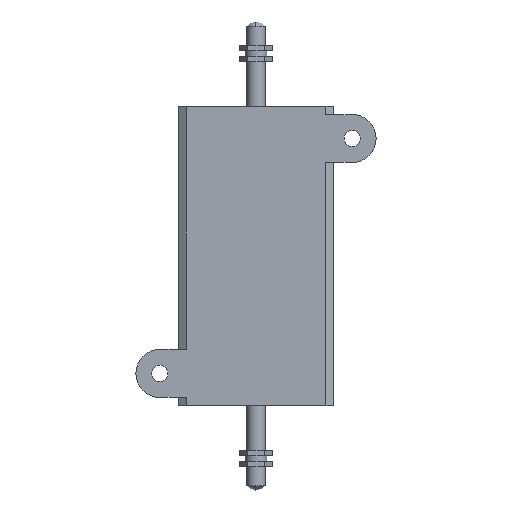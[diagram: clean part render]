
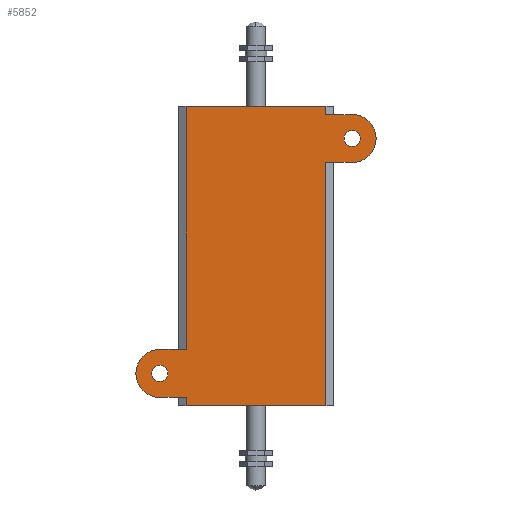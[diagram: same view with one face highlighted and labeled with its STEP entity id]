
A CAD part, front view. The second image highlights one B-rep face of the part: STEP entity #5852.
In plain terms, the highlighted planar face has unit normal (0, -1, 0).
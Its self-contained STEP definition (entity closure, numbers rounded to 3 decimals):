
#509 = EDGE_LOOP ( 'NONE', ( #5402, #5403 ) ) ;
#511 = EDGE_LOOP ( 'NONE', ( #3373, #3374, #3375, #3376, #3377, #5394, #5395, #5396, #5397, #5398, #5399, #5400, #5401 ) ) ;
#513 = EDGE_LOOP ( 'NONE', ( #5404, #5405 ) ) ;
#531 = CARTESIAN_POINT ( 'NONE',  ( -20.741, -19.56, 44.45 ) ) ;
#532 = CARTESIAN_POINT ( 'NONE',  ( 20.741, -19.56, 44.45 ) ) ;
#533 = DIRECTION ( 'NONE',  ( 0., 0., -1. ) ) ;
#538 = DIRECTION ( 'NONE',  ( 0., 0., -1. ) ) ;
#609 = FACE_OUTER_BOUND ( 'NONE', #511, .T. ) ;
#610 = FACE_BOUND ( 'NONE', #513, .T. ) ;
#616 = FACE_BOUND ( 'NONE', #509, .T. ) ;
#750 = VERTEX_POINT ( 'NONE', #6308 ) ;
#826 = VERTEX_POINT ( 'NONE', #6310 ) ;
#847 = VERTEX_POINT ( 'NONE', #6487 ) ;
#933 = CARTESIAN_POINT ( 'NONE',  ( 28.58, -19.56, 34.93 ) ) ;
#934 = DIRECTION ( 'NONE',  ( 0., -1., 0. ) ) ;
#935 = DIRECTION ( 'NONE',  ( 1., 0., 0. ) ) ;
#982 = CARTESIAN_POINT ( 'NONE',  ( -20.741, -19.56, -44.45 ) ) ;
#996 = CARTESIAN_POINT ( 'NONE',  ( -28.57, -19.56, -27.79 ) ) ;
#997 = CARTESIAN_POINT ( 'NONE',  ( -20.741, -19.56, -42.05 ) ) ;
#1108 = CARTESIAN_POINT ( 'NONE',  ( -20.741, -19.56, 44.45 ) ) ;
#1114 = DIRECTION ( 'NONE',  ( 0., 0., -1. ) ) ;
#1118 = CARTESIAN_POINT ( 'NONE',  ( 28.58, -19.56, 34.93 ) ) ;
#1119 = DIRECTION ( 'NONE',  ( 0., -1., 0. ) ) ;
#1120 = DIRECTION ( 'NONE',  ( 1., 0., 0. ) ) ;
#1270 = AXIS2_PLACEMENT_3D ( 'NONE', #2432, #2433, #2434 ) ;
#1299 = DIRECTION ( 'NONE',  ( 1., 0., 0. ) ) ;
#1302 = CARTESIAN_POINT ( 'NONE',  ( -28.57, -19.56, -42.05 ) ) ;
#1303 = DIRECTION ( 'NONE',  ( -1., 0., 0. ) ) ;
#1304 = CARTESIAN_POINT ( 'NONE',  ( 28.58, -19.56, 42.06 ) ) ;
#1305 = DIRECTION ( 'NONE',  ( -1., 0., 0. ) ) ;
#1306 = CARTESIAN_POINT ( 'NONE',  ( -28.57, -19.56, -34.92 ) ) ;
#1307 = DIRECTION ( 'NONE',  ( 0., -1., 0. ) ) ;
#1308 = DIRECTION ( 'NONE',  ( 1., 0., 0. ) ) ;
#1309 = CARTESIAN_POINT ( 'NONE',  ( -20.741, -19.56, -44.45 ) ) ;
#1310 = DIRECTION ( 'NONE',  ( 1., 0., 0. ) ) ;
#1311 = CARTESIAN_POINT ( 'NONE',  ( 28.58, -19.56, 27.8 ) ) ;
#1312 = DIRECTION ( 'NONE',  ( 1., 0., 0. ) ) ;
#1313 = CARTESIAN_POINT ( 'NONE',  ( 28.58, -19.56, 34.93 ) ) ;
#1314 = DIRECTION ( 'NONE',  ( 0., -1., 0. ) ) ;
#1315 = DIRECTION ( 'NONE',  ( 1., 0., 0. ) ) ;
#1316 = CARTESIAN_POINT ( 'NONE',  ( 20.741, -19.56, 44.45 ) ) ;
#1318 = DIRECTION ( 'NONE',  ( 0., 0., -1. ) ) ;
#1320 = CARTESIAN_POINT ( 'NONE',  ( 28.58, -19.56, 34.93 ) ) ;
#1321 = DIRECTION ( 'NONE',  ( 0., -1., 0. ) ) ;
#1322 = DIRECTION ( 'NONE',  ( 1., 0., 0. ) ) ;
#1325 = CARTESIAN_POINT ( 'NONE',  ( -28.57, -19.56, -34.92 ) ) ;
#1326 = DIRECTION ( 'NONE',  ( 0., -1., 0. ) ) ;
#1327 = DIRECTION ( 'NONE',  ( 1., 0., 0. ) ) ;
#1460 = CARTESIAN_POINT ( 'NONE',  ( -28.57, -19.56, -27.79 ) ) ;
#1564 = AXIS2_PLACEMENT_3D ( 'NONE', #1306, #1307, #1308 ) ;
#1565 = AXIS2_PLACEMENT_3D ( 'NONE', #1313, #1314, #1315 ) ;
#1566 = AXIS2_PLACEMENT_3D ( 'NONE', #1320, #1321, #1322 ) ;
#1567 = AXIS2_PLACEMENT_3D ( 'NONE', #1325, #1326, #1327 ) ;
#1574 = AXIS2_PLACEMENT_3D ( 'NONE', #1118, #1119, #1120 ) ;
#1577 = AXIS2_PLACEMENT_3D ( 'NONE', #933, #934, #935 ) ;
#1629 = CARTESIAN_POINT ( 'NONE',  ( 20.741, -19.56, 44.45 ) ) ;
#1706 = EDGE_CURVE ( 'NONE', #750, #2336, #6552, .T. ) ;
#1719 = EDGE_CURVE ( 'NONE', #750, #3499, #6574, .T. ) ;
#1722 = EDGE_CURVE ( 'NONE', #3497, #3496, #6578, .T. ) ;
#2336 = VERTEX_POINT ( 'NONE', #1629 ) ;
#2432 = CARTESIAN_POINT ( 'NONE',  ( -28.57, -19.56, -34.92 ) ) ;
#2433 = DIRECTION ( 'NONE',  ( 0., -1., 0. ) ) ;
#2434 = DIRECTION ( 'NONE',  ( 1., 0., 0. ) ) ;
#2824 = CARTESIAN_POINT ( 'NONE',  ( -28.57, -19.56, -42.05 ) ) ;
#2826 = CARTESIAN_POINT ( 'NONE',  ( 20.741, -19.56, 42.06 ) ) ;
#2865 = CARTESIAN_POINT ( 'NONE',  ( 20.741, -19.56, -44.45 ) ) ;
#2866 = CARTESIAN_POINT ( 'NONE',  ( 20.741, -19.56, 27.8 ) ) ;
#2868 = CARTESIAN_POINT ( 'NONE',  ( -20.741, -19.56, -27.79 ) ) ;
#2873 = CARTESIAN_POINT ( 'NONE',  ( 28.58, -19.56, 42.06 ) ) ;
#2949 = CARTESIAN_POINT ( 'NONE',  ( 28.58, -19.56, 27.8 ) ) ;
#2952 = CARTESIAN_POINT ( 'NONE',  ( 26.19, -19.56, 34.93 ) ) ;
#2953 = CARTESIAN_POINT ( 'NONE',  ( 35.71, -19.56, 34.93 ) ) ;
#2954 = CARTESIAN_POINT ( 'NONE',  ( 30.97, -19.56, 34.93 ) ) ;
#3062 = CIRCLE ( 'NONE', #1270, 2.39 ) ;
#3257 = EDGE_CURVE ( 'NONE', #3499, #3436, #4294, .T. ) ;
#3258 = EDGE_CURVE ( 'NONE', #3436, #3441, #4298, .T. ) ;
#3259 = EDGE_CURVE ( 'NONE', #3441, #3437, #4300, .T. ) ;
#3260 = EDGE_CURVE ( 'NONE', #3417, #3496, #4301, .T. ) ;
#3261 = EDGE_CURVE ( 'NONE', #3497, #3768, #4303, .T. ) ;
#3262 = EDGE_CURVE ( 'NONE', #3772, #3506, #4305, .T. ) ;
#3263 = EDGE_CURVE ( 'NONE', #3506, #3445, #4307, .T. ) ;
#3264 = EDGE_CURVE ( 'NONE', #2336, #3445, #4308, .T. ) ;
#3265 = EDGE_CURVE ( 'NONE', #3773, #3771, #4296, .T. ) ;
#3266 = EDGE_CURVE ( 'NONE', #847, #826, #4310, .T. ) ;
#3293 = EDGE_CURVE ( 'NONE', #3437, #3417, #5219, .T. ) ;
#3295 = EDGE_CURVE ( 'NONE', #3771, #3773, #5230, .T. ) ;
#3298 = EDGE_CURVE ( 'NONE', #3768, #3772, #5232, .T. ) ;
#3373 = ORIENTED_EDGE ( 'NONE', *, *, #1719, .T. ) ;
#3374 = ORIENTED_EDGE ( 'NONE', *, *, #3257, .T. ) ;
#3375 = ORIENTED_EDGE ( 'NONE', *, *, #3258, .T. ) ;
#3376 = ORIENTED_EDGE ( 'NONE', *, *, #3259, .T. ) ;
#3377 = ORIENTED_EDGE ( 'NONE', *, *, #3293, .T. ) ;
#3417 = VERTEX_POINT ( 'NONE', #982 ) ;
#3436 = VERTEX_POINT ( 'NONE', #996 ) ;
#3437 = VERTEX_POINT ( 'NONE', #997 ) ;
#3441 = VERTEX_POINT ( 'NONE', #2824 ) ;
#3445 = VERTEX_POINT ( 'NONE', #2826 ) ;
#3496 = VERTEX_POINT ( 'NONE', #2865 ) ;
#3497 = VERTEX_POINT ( 'NONE', #2866 ) ;
#3499 = VERTEX_POINT ( 'NONE', #2868 ) ;
#3506 = VERTEX_POINT ( 'NONE', #2873 ) ;
#3699 = CARTESIAN_POINT ( 'NONE',  ( -20.741, -19.56, 44.45 ) ) ;
#3700 = DIRECTION ( 'NONE',  ( 1., 0., 0. ) ) ;
#3768 = VERTEX_POINT ( 'NONE', #2949 ) ;
#3771 = VERTEX_POINT ( 'NONE', #2952 ) ;
#3772 = VERTEX_POINT ( 'NONE', #2953 ) ;
#3773 = VERTEX_POINT ( 'NONE', #2954 ) ;
#4294 = LINE ( 'NONE', #1460, #4299 ) ;
#4296 = CIRCLE ( 'NONE', #1566, 2.39 ) ;
#4298 = CIRCLE ( 'NONE', #1564, 7.13 ) ;
#4299 = VECTOR ( 'NONE', #1303, 1000. ) ;
#4300 = LINE ( 'NONE', #1302, #4302 ) ;
#4301 = LINE ( 'NONE', #1309, #4304 ) ;
#4302 = VECTOR ( 'NONE', #1299, 1000. ) ;
#4303 = LINE ( 'NONE', #1311, #4306 ) ;
#4304 = VECTOR ( 'NONE', #1310, 1000. ) ;
#4305 = CIRCLE ( 'NONE', #1565, 7.13 ) ;
#4306 = VECTOR ( 'NONE', #1312, 1000. ) ;
#4307 = LINE ( 'NONE', #1304, #4309 ) ;
#4308 = LINE ( 'NONE', #1316, #4311 ) ;
#4309 = VECTOR ( 'NONE', #1305, 1000. ) ;
#4310 = CIRCLE ( 'NONE', #1567, 2.39 ) ;
#4311 = VECTOR ( 'NONE', #1318, 1000. ) ;
#4863 = AXIS2_PLACEMENT_3D ( 'NONE', #6093, #6094, #6095 ) ;
#5051 = EDGE_CURVE ( 'NONE', #826, #847, #3062, .T. ) ;
#5219 = LINE ( 'NONE', #1108, #5229 ) ;
#5229 = VECTOR ( 'NONE', #1114, 1000. ) ;
#5230 = CIRCLE ( 'NONE', #1574, 2.39 ) ;
#5232 = CIRCLE ( 'NONE', #1577, 7.13 ) ;
#5394 = ORIENTED_EDGE ( 'NONE', *, *, #3260, .T. ) ;
#5395 = ORIENTED_EDGE ( 'NONE', *, *, #1722, .F. ) ;
#5396 = ORIENTED_EDGE ( 'NONE', *, *, #3261, .T. ) ;
#5397 = ORIENTED_EDGE ( 'NONE', *, *, #3298, .T. ) ;
#5398 = ORIENTED_EDGE ( 'NONE', *, *, #3262, .T. ) ;
#5399 = ORIENTED_EDGE ( 'NONE', *, *, #3263, .T. ) ;
#5400 = ORIENTED_EDGE ( 'NONE', *, *, #3264, .F. ) ;
#5401 = ORIENTED_EDGE ( 'NONE', *, *, #1706, .F. ) ;
#5402 = ORIENTED_EDGE ( 'NONE', *, *, #3265, .F. ) ;
#5403 = ORIENTED_EDGE ( 'NONE', *, *, #3295, .F. ) ;
#5404 = ORIENTED_EDGE ( 'NONE', *, *, #3266, .F. ) ;
#5405 = ORIENTED_EDGE ( 'NONE', *, *, #5051, .F. ) ;
#5852 = ADVANCED_FACE ( 'NONE', ( #609, #616, #610 ), #6087, .F. ) ;
#6087 = PLANE ( 'NONE',  #4863 ) ;
#6093 = CARTESIAN_POINT ( 'NONE',  ( -20.741, -19.56, 44.45 ) ) ;
#6094 = DIRECTION ( 'NONE',  ( 0., 1., 0. ) ) ;
#6095 = DIRECTION ( 'NONE',  ( -1., 0., 0. ) ) ;
#6308 = CARTESIAN_POINT ( 'NONE',  ( -20.741, -19.56, 44.45 ) ) ;
#6310 = CARTESIAN_POINT ( 'NONE',  ( -30.96, -19.56, -34.92 ) ) ;
#6487 = CARTESIAN_POINT ( 'NONE',  ( -26.18, -19.56, -34.92 ) ) ;
#6552 = LINE ( 'NONE', #3699, #6553 ) ;
#6553 = VECTOR ( 'NONE', #3700, 1000. ) ;
#6574 = LINE ( 'NONE', #531, #6577 ) ;
#6577 = VECTOR ( 'NONE', #533, 1000. ) ;
#6578 = LINE ( 'NONE', #532, #6583 ) ;
#6583 = VECTOR ( 'NONE', #538, 1000. ) ;
